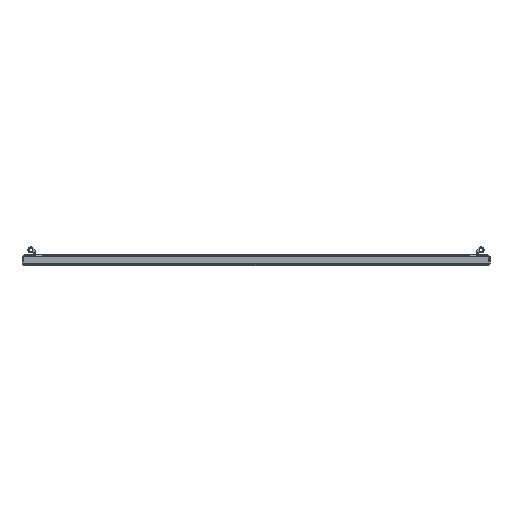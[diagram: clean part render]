
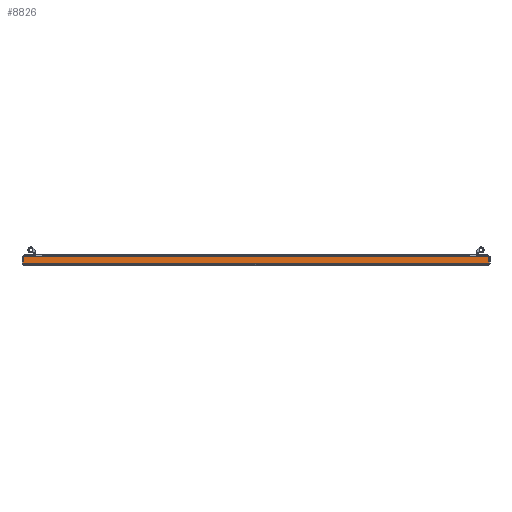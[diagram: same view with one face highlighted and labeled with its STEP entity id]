
A CAD part, front view. The second image highlights one B-rep face of the part: STEP entity #8826.
In plain terms, the highlighted planar face has unit normal (0, -1, 0).
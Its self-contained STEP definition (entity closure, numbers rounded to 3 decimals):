
#346 = LINE ( 'NONE', #9817, #6760 ) ;
#446 = DIRECTION ( 'NONE',  ( 0., 0., 1. ) ) ;
#490 = CARTESIAN_POINT ( 'NONE',  ( -396.293, -998.5, 13.6 ) ) ;
#509 = FACE_OUTER_BOUND ( 'NONE', #13220, .T. ) ;
#540 = ORIENTED_EDGE ( 'NONE', *, *, #12958, .T. ) ;
#755 = CARTESIAN_POINT ( 'NONE',  ( 396.293, -998.5, 13.6 ) ) ;
#815 = CARTESIAN_POINT ( 'NONE',  ( 0., -998.5, 0. ) ) ;
#1140 = EDGE_CURVE ( 'NONE', #3230, #3240, #346, .T. ) ;
#1163 = LINE ( 'NONE', #13263, #9190 ) ;
#1942 = EDGE_CURVE ( 'NONE', #8718, #3230, #8859, .T. ) ;
#1983 = CARTESIAN_POINT ( 'NONE',  ( 0., -998.5, 13.6 ) ) ;
#2093 = VECTOR ( 'NONE', #11311, 1000. ) ;
#2236 = ORIENTED_EDGE ( 'NONE', *, *, #1942, .F. ) ;
#3230 = VERTEX_POINT ( 'NONE', #8942 ) ;
#3240 = VERTEX_POINT ( 'NONE', #490 ) ;
#3353 = CARTESIAN_POINT ( 'NONE',  ( 396.293, -998.5, 2. ) ) ;
#3708 = PLANE ( 'NONE',  #9874 ) ;
#4680 = VERTEX_POINT ( 'NONE', #755 ) ;
#5183 = EDGE_CURVE ( 'NONE', #4680, #3240, #7532, .T. ) ;
#6120 = DIRECTION ( 'NONE',  ( 0., 0., 1. ) ) ;
#6760 = VECTOR ( 'NONE', #446, 1000. ) ;
#7532 = LINE ( 'NONE', #1983, #2093 ) ;
#7905 = DIRECTION ( 'NONE',  ( 0., 0., 1. ) ) ;
#8132 = DIRECTION ( 'NONE',  ( 0., 1., 0. ) ) ;
#8718 = VERTEX_POINT ( 'NONE', #3353 ) ;
#8797 = ORIENTED_EDGE ( 'NONE', *, *, #5183, .T. ) ;
#8826 = ADVANCED_FACE ( 'NONE', ( #509 ), #3708, .F. ) ;
#8859 = LINE ( 'NONE', #12848, #9325 ) ;
#8942 = CARTESIAN_POINT ( 'NONE',  ( -396.293, -998.5, 2. ) ) ;
#8957 = ORIENTED_EDGE ( 'NONE', *, *, #1140, .F. ) ;
#9190 = VECTOR ( 'NONE', #7905, 1000. ) ;
#9325 = VECTOR ( 'NONE', #9797, 1000. ) ;
#9797 = DIRECTION ( 'NONE',  ( -1., 0., 0. ) ) ;
#9817 = CARTESIAN_POINT ( 'NONE',  ( -396.293, -998.5, 0. ) ) ;
#9874 = AXIS2_PLACEMENT_3D ( 'NONE', #815, #8132, #6120 ) ;
#11311 = DIRECTION ( 'NONE',  ( -1., 0., 0. ) ) ;
#12848 = CARTESIAN_POINT ( 'NONE',  ( -398.4, -998.5, 2. ) ) ;
#12958 = EDGE_CURVE ( 'NONE', #8718, #4680, #1163, .T. ) ;
#13220 = EDGE_LOOP ( 'NONE', ( #2236, #540, #8797, #8957 ) ) ;
#13263 = CARTESIAN_POINT ( 'NONE',  ( 396.293, -998.5, 0. ) ) ;
